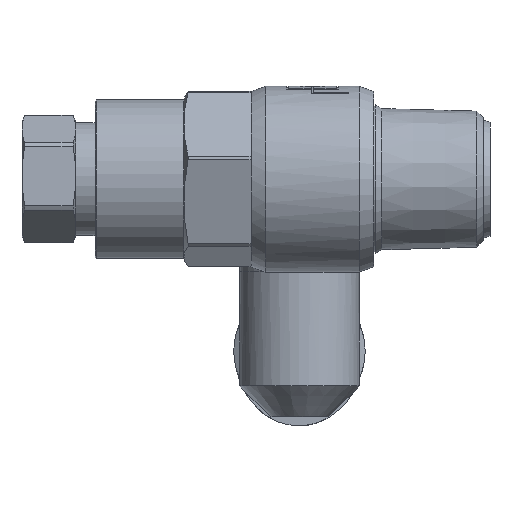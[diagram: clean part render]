
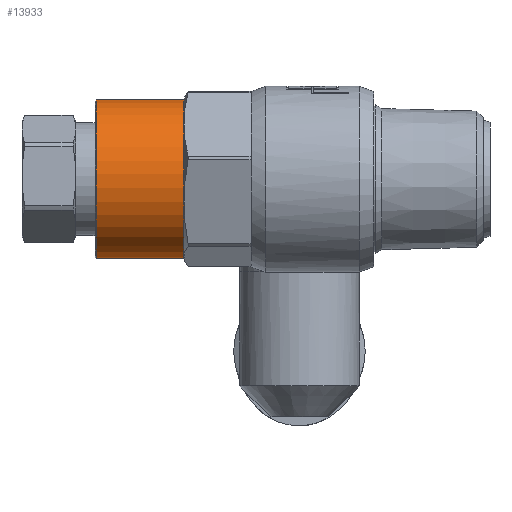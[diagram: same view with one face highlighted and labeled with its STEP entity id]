
A CAD part, left-side view. The second image highlights one B-rep face of the part: STEP entity #13933.
In plain terms, the highlighted cylindrical face has radius 12 mm (diameter 24 mm), a full revolution.
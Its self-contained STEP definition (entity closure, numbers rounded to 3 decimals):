
#13243=CARTESIAN_POINT('',(-10.392,46.1,6.));
#13244=VERTEX_POINT('',#13243);
#13267=CARTESIAN_POINT('',(0.,46.1,12.));
#13268=VERTEX_POINT('',#13267);
#13282=CARTESIAN_POINT('',(0.,46.1,0.0));
#13283=DIRECTION('',(0.0,1.0,0.0));
#13284=DIRECTION('',(1.0,0.0,0.0));
#13285=AXIS2_PLACEMENT_3D('',#13282,#13283,#13284);
#13286=CIRCLE('',#13285,12.);
#13287=EDGE_CURVE('',#13244,#13268,#13286,.T.);
#13299=CARTESIAN_POINT('',(-10.392,46.1,-6.));
#13300=VERTEX_POINT('',#13299);
#13336=CARTESIAN_POINT('',(0.,46.1,0.0));
#13337=DIRECTION('',(0.0,1.0,0.0));
#13338=DIRECTION('',(1.0,0.0,0.0));
#13339=AXIS2_PLACEMENT_3D('',#13336,#13337,#13338);
#13340=CIRCLE('',#13339,12.);
#13341=EDGE_CURVE('',#13300,#13244,#13340,.T.);
#13366=CARTESIAN_POINT('',(0.,46.1,-12.));
#13367=VERTEX_POINT('',#13366);
#13368=CARTESIAN_POINT('',(0.,46.1,0.0));
#13369=DIRECTION('',(0.0,1.0,0.0));
#13370=DIRECTION('',(1.0,0.0,0.0));
#13371=AXIS2_PLACEMENT_3D('',#13368,#13369,#13370);
#13372=CIRCLE('',#13371,12.);
#13373=EDGE_CURVE('',#13367,#13300,#13372,.T.);
#13420=CARTESIAN_POINT('',(10.392,46.1,-6.));
#13421=VERTEX_POINT('',#13420);
#13422=CARTESIAN_POINT('',(0.,46.1,0.0));
#13423=DIRECTION('',(0.0,1.0,0.0));
#13424=DIRECTION('',(1.0,0.0,0.0));
#13425=AXIS2_PLACEMENT_3D('',#13422,#13423,#13424);
#13426=CIRCLE('',#13425,12.);
#13427=EDGE_CURVE('',#13421,#13367,#13426,.T.);
#13474=CARTESIAN_POINT('',(10.392,46.1,6.));
#13475=VERTEX_POINT('',#13474);
#13476=CARTESIAN_POINT('',(0.,46.1,0.0));
#13477=DIRECTION('',(0.0,1.0,0.0));
#13478=DIRECTION('',(1.0,0.0,0.0));
#13479=AXIS2_PLACEMENT_3D('',#13476,#13477,#13478);
#13480=CIRCLE('',#13479,12.);
#13481=EDGE_CURVE('',#13475,#13421,#13480,.T.);
#13528=CARTESIAN_POINT('',(0.,46.1,0.0));
#13529=DIRECTION('',(0.0,1.0,0.0));
#13530=DIRECTION('',(1.0,0.0,0.0));
#13531=AXIS2_PLACEMENT_3D('',#13528,#13529,#13530);
#13532=CIRCLE('',#13531,12.);
#13533=EDGE_CURVE('',#13268,#13475,#13532,.T.);
#13896=CARTESIAN_POINT('',(12.,59.3,0.));
#13897=VERTEX_POINT('',#13896);
#13898=CARTESIAN_POINT('',(0.,59.3,0.0));
#13899=DIRECTION('',(0.0,1.0,0.0));
#13900=DIRECTION('',(-1.0,0.0,0.0));
#13901=AXIS2_PLACEMENT_3D('',#13898,#13899,#13900);
#13902=CIRCLE('',#13901,12.);
#13903=EDGE_CURVE('',#13897,#13897,#13902,.T.);
#13917=CARTESIAN_POINT('',(0.,47.75,0.0));
#13918=DIRECTION('',(0.,-1.0,0.0));
#13919=DIRECTION('',(1.0,0.0,0.0));
#13920=AXIS2_PLACEMENT_3D('',#13917,#13918,#13919);
#13921=CYLINDRICAL_SURFACE('',#13920,12.);
#13922=ORIENTED_EDGE('',*,*,#13481,.T.);
#13923=ORIENTED_EDGE('',*,*,#13427,.T.);
#13924=ORIENTED_EDGE('',*,*,#13373,.T.);
#13925=ORIENTED_EDGE('',*,*,#13341,.T.);
#13926=ORIENTED_EDGE('',*,*,#13287,.T.);
#13927=ORIENTED_EDGE('',*,*,#13533,.T.);
#13928=EDGE_LOOP('',(#13922,#13923,#13924,#13925,#13926,#13927));
#13929=FACE_OUTER_BOUND('',#13928,.T.);
#13930=ORIENTED_EDGE('',*,*,#13903,.F.);
#13931=EDGE_LOOP('',(#13930));
#13932=FACE_BOUND('',#13931,.T.);
#13933=ADVANCED_FACE('',(#13929,#13932),#13921,.T.);
